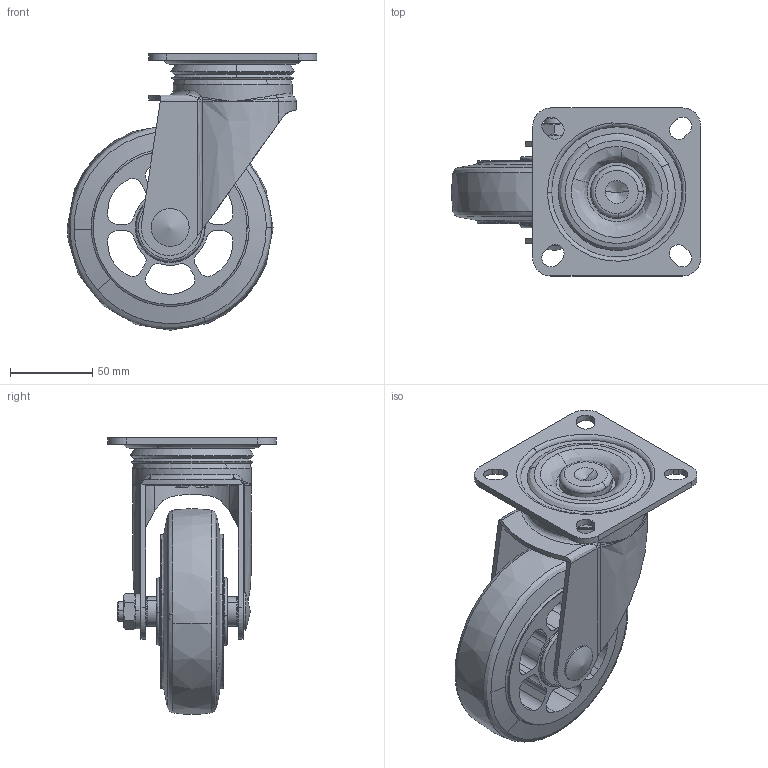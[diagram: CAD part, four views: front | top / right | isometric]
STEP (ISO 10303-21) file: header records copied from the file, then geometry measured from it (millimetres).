
FILE_DESCRIPTION((''),'2;1');
FILE_NAME('','2006-10-31T08:16:16',(''),(''),'','CADfix','');
FILE_SCHEMA(('AUTOMOTIVE_DESIGN'));
Length unit declared in the file: millimetre
Products named in the file (6): wheel; mounting plate; main shaft; body; axle; 320S_ARB125_841_36
Assembly tree (5 placements, depth 2):
  320S_ARB125_841_36
    wheel
    mounting plate
    main shaft
    body
    axle
Bounding box: 151.5 x 102 x 167.9 mm (x, y, z)
Volume: 493442.5 mm3; surface area: 122468.2 mm2
Topology: 5 solids, 5 shells, 300 faces, 924 edges, 648 vertices
Faces by surface type: bspline 300
Entity records: 13235 total; most frequent: CARTESIAN_POINT 8245, ORIENTED_EDGE 1836, EDGE_CURVE 918, VERTEX_POINT 648, EDGE_LOOP 350, FACE_OUTER_BOUND 300, ADVANCED_FACE 300, QUASI_UNIFORM_CURVE 266
